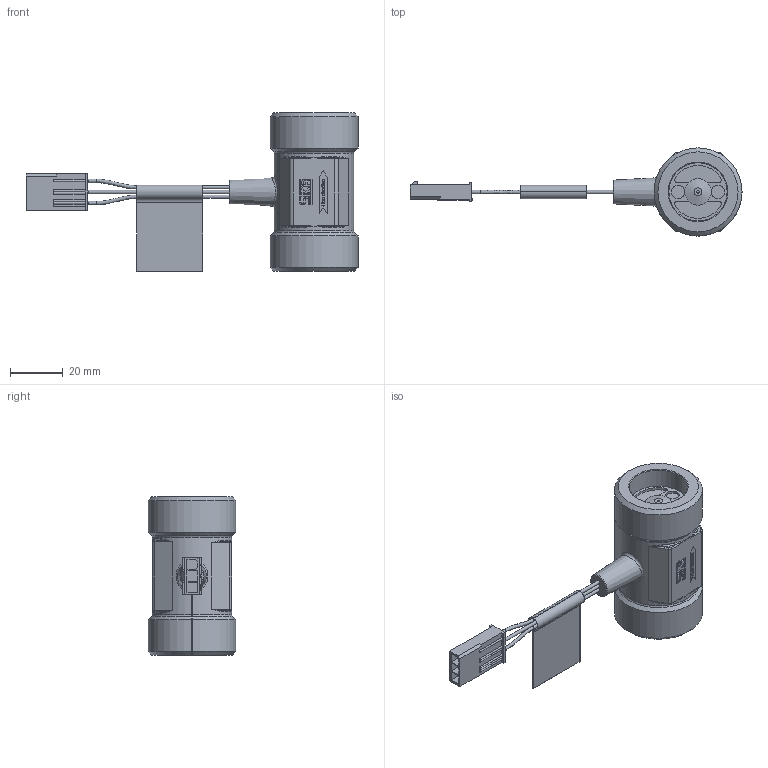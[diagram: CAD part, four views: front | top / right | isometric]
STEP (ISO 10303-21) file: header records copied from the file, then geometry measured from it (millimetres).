
FILE_DESCRIPTION(/* description */ (''),/* implementation_level */ '2;1');
FILE_NAME(/* name */ 'VY2061MABOSCH04_STEP.stp',/* time_stamp */ '2023-07-13T13:47:19+02:00',/* author */ ('grass'),/* organization */ (''),/* preprocessor_version */ 'ST-DEVELOPER v18',/* originating_system */ 'Autodesk Inventor 2020',/* authorisation */ '');
FILE_SCHEMA (('AUTOMOTIVE_DESIGN { 1 0 10303 214 3 1 1 }'));
Length unit declared in the file: millimetre
Products named in the file (1): Bauteil3
Bounding box: 125.46 x 33.25 x 60 mm (x, y, z)
Volume: 42188.1 mm3; surface area: 16605.3 mm2
Topology: 4 solids, 5 shells, 966 faces, 2519 edges, 1634 vertices
Faces by surface type: plane 559, bspline 256, cylinder 103, torus 26, cone 22
Full cylindrical faces by diameter (mm): 0.65 x5, 0.66 x5, 1 x5, 1.3 x5, 5 x10, 22 x1, 24 x2, 24.1 x3, 25.5 x1, 30 x1, 33.25 x2
Entity records: 34118 total; most frequent: CARTESIAN_POINT 11148, ORIENTED_EDGE 5002, DIRECTION 3657, EDGE_CURVE 2501, VERTEX_POINT 1642, LINE 1553, VECTOR 1553, EDGE_LOOP 1067
